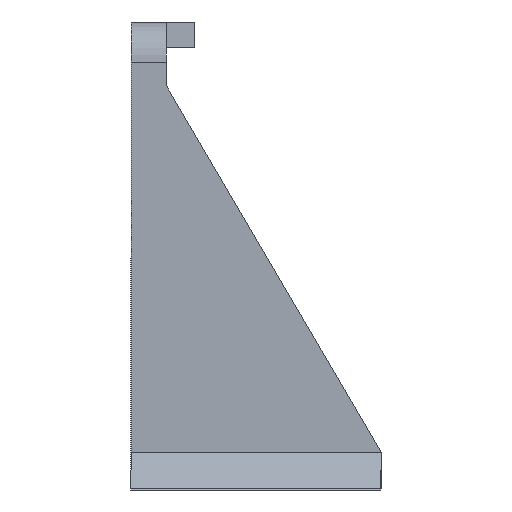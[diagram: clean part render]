
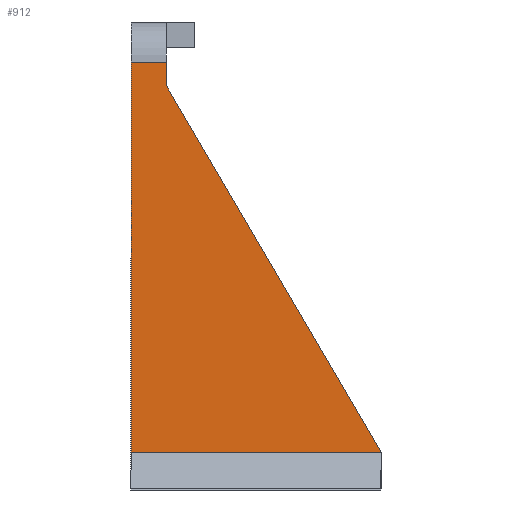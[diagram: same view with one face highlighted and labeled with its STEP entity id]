
A CAD part, left-side view. The second image highlights one B-rep face of the part: STEP entity #912.
In plain terms, the highlighted planar face has unit normal (-1, 0, 0).
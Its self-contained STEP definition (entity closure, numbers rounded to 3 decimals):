
#266=CARTESIAN_POINT('',(-84.,-39.5,38.701));
#267=VERTEX_POINT('',#266);
#411=CARTESIAN_POINT('',(-84.,-39.5,41.));
#412=VERTEX_POINT('',#411);
#420=CARTESIAN_POINT('',(-84.,-39.5,41.));
#421=DIRECTION('',(0.,0.,-1.));
#422=VECTOR('',#421,2.299);
#423=LINE('',#420,#422);
#424=EDGE_CURVE('',#412,#267,#423,.T.);
#838=CARTESIAN_POINT('',(-84.,-60.986,2.024));
#839=VERTEX_POINT('',#838);
#840=CARTESIAN_POINT('',(-84.,-39.5,38.701));
#841=DIRECTION('',(0.,-0.505,-0.863));
#842=VECTOR('',#841,42.507);
#843=LINE('',#840,#842);
#844=EDGE_CURVE('',#267,#839,#843,.T.);
#865=CARTESIAN_POINT('',(-84.,12.,0.));
#866=DIRECTION('',(1.,0.,0.));
#867=DIRECTION('',(0.,1.,0.));
#868=AXIS2_PLACEMENT_3D('',#865,#866,#867);
#869=PLANE('',#868);
#870=CARTESIAN_POINT('',(-84.,-61.,2.01));
#871=VERTEX_POINT('',#870);
#872=CARTESIAN_POINT('',(-84.,-61.,2.01));
#873=DIRECTION('',(0.,0.707,0.707));
#874=VECTOR('',#873,0.02);
#875=LINE('',#872,#874);
#876=EDGE_CURVE('',#871,#839,#875,.T.);
#877=ORIENTED_EDGE('',*,*,#876,.T.);
#878=ORIENTED_EDGE('',*,*,#844,.F.);
#879=ORIENTED_EDGE('',*,*,#424,.F.);
#880=CARTESIAN_POINT('',(-84.,-36.,41.));
#881=VERTEX_POINT('',#880);
#882=CARTESIAN_POINT('',(-84.,-39.5,41.));
#883=DIRECTION('',(-0.,1.,-0.));
#884=VECTOR('',#883,3.5);
#885=LINE('',#882,#884);
#886=EDGE_CURVE('',#412,#881,#885,.T.);
#887=ORIENTED_EDGE('',*,*,#886,.T.);
#888=CARTESIAN_POINT('',(-84.,-36.,2.));
#889=VERTEX_POINT('',#888);
#890=CARTESIAN_POINT('',(-84.,-36.,41.));
#891=DIRECTION('',(0.,0.,-1.));
#892=VECTOR('',#891,39.);
#893=LINE('',#890,#892);
#894=EDGE_CURVE('',#881,#889,#893,.T.);
#895=ORIENTED_EDGE('',*,*,#894,.T.);
#896=CARTESIAN_POINT('',(-84.,-61.,2.));
#897=VERTEX_POINT('',#896);
#898=CARTESIAN_POINT('',(-84.,-61.,2.));
#899=DIRECTION('',(0.,1.,0.));
#900=VECTOR('',#899,25.);
#901=LINE('',#898,#900);
#902=EDGE_CURVE('',#897,#889,#901,.T.);
#903=ORIENTED_EDGE('',*,*,#902,.F.);
#904=CARTESIAN_POINT('',(-84.,-61.,2.01));
#905=DIRECTION('',(0.,0.,-1.));
#906=VECTOR('',#905,0.01);
#907=LINE('',#904,#906);
#908=EDGE_CURVE('',#871,#897,#907,.T.);
#909=ORIENTED_EDGE('',*,*,#908,.F.);
#910=EDGE_LOOP('',(#877,#878,#879,#887,#895,#903,#909));
#911=FACE_BOUND('',#910,.T.);
#912=ADVANCED_FACE('',(#911),#869,.F.);
